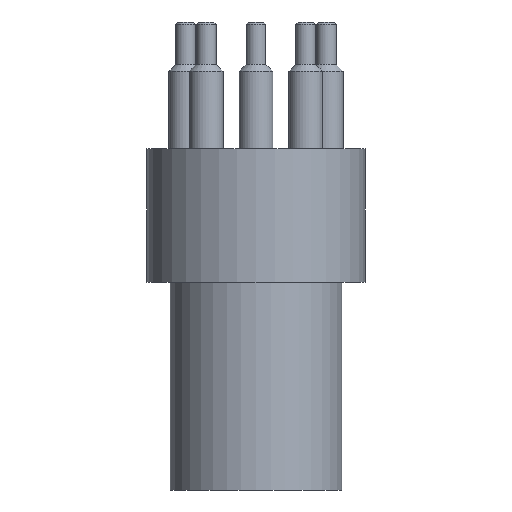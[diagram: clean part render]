
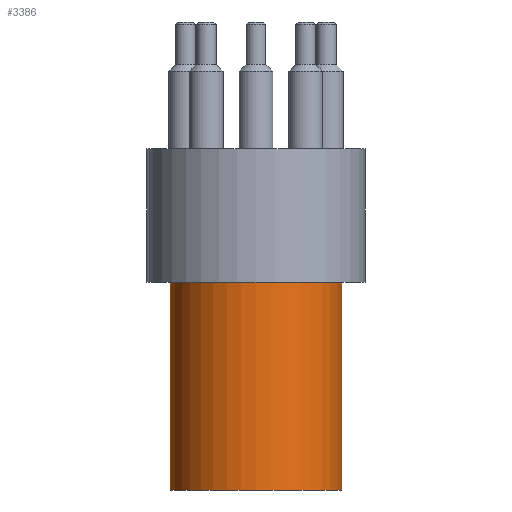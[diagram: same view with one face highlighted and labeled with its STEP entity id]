
A CAD part, left-side view. The second image highlights one B-rep face of the part: STEP entity #3386.
In plain terms, the highlighted cylindrical face has radius 12.2 mm (diameter 24.4 mm), a full revolution.
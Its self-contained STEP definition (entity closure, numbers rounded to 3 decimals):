
#12=ELLIPSE($,#3552,17.253,12.2);
#13=ELLIPSE($,#3553,17.253,12.2);
#14=ELLIPSE($,#3554,17.253,12.2);
#860=CYLINDRICAL_SURFACE($,#3555,12.2);
#920=FACE_BOUND($,#1373,.T.);
#1116=FACE_OUTER_BOUND($,#1372,.T.);
#1372=EDGE_LOOP($,(#3133,#3134,#3135,#3136));
#1373=EDGE_LOOP($,(#3137));
#1417=CIRCLE($,#3542,12.2);
#1421=CIRCLE($,#3556,12.2);
#1740=VERTEX_POINT($,#6422);
#1744=VERTEX_POINT($,#6436);
#1745=VERTEX_POINT($,#6437);
#1746=VERTEX_POINT($,#6439);
#2203=EDGE_CURVE($,#1740,#1740,#1417,.T.);
#2207=EDGE_CURVE($,#1744,#1745,#12,.T.);
#2208=EDGE_CURVE($,#1746,#1744,#13,.T.);
#2209=EDGE_CURVE($,#1745,#1746,#14,.T.);
#2210=EDGE_CURVE($,#1744,#1744,#1421,.T.);
#3133=ORIENTED_EDGE($,*,*,#2210,.F.);
#3134=ORIENTED_EDGE($,*,*,#2207,.T.);
#3135=ORIENTED_EDGE($,*,*,#2209,.T.);
#3136=ORIENTED_EDGE($,*,*,#2208,.T.);
#3137=ORIENTED_EDGE($,*,*,#2203,.T.);
#3386=ADVANCED_FACE($,(#1116,#920),#860,.T.);
#3542=AXIS2_PLACEMENT_3D($,#6423,#4112,#4113);
#3552=AXIS2_PLACEMENT_3D($,#6438,#4132,#4133);
#3553=AXIS2_PLACEMENT_3D($,#6440,#4134,#4135);
#3554=AXIS2_PLACEMENT_3D($,#6441,#4136,#4137);
#3555=AXIS2_PLACEMENT_3D($,#6442,#4138,#4139);
#3556=AXIS2_PLACEMENT_3D($,#6443,#4140,#4141);
#4112=DIRECTION('center_axis',(0.,0.,-1.));
#4113=DIRECTION('ref_axis',(-1.,0.,0.));
#4132=DIRECTION('center_axis',(-0.707,0.,-0.707));
#4133=DIRECTION('ref_axis',(0.707,0.,-0.707));
#4134=DIRECTION('center_axis',(-0.707,0.,-0.707));
#4135=DIRECTION('ref_axis',(0.707,0.,-0.707));
#4136=DIRECTION('center_axis',(-0.707,0.,0.707));
#4137=DIRECTION('ref_axis',(-0.707,0.,-0.707));
#4138=DIRECTION('center_axis',(0.,0.,1.));
#4139=DIRECTION('ref_axis',(-1.,0.,0.));
#4140=DIRECTION('center_axis',(0.,0.,-1.));
#4141=DIRECTION('ref_axis',(-1.,0.,0.));
#6422=CARTESIAN_POINT('',(12.2,0.,29.5));
#6423=CARTESIAN_POINT('Origin',(0.,0.,29.5));
#6436=CARTESIAN_POINT('',(12.2,0.,0.));
#6437=CARTESIAN_POINT('',(0.,-12.2,12.2));
#6438=CARTESIAN_POINT('Origin',(0.,0.,12.2));
#6439=CARTESIAN_POINT('',(0.,12.2,12.2));
#6440=CARTESIAN_POINT('Origin',(0.,0.,12.2));
#6441=CARTESIAN_POINT('Origin',(0.,0.,12.2));
#6442=CARTESIAN_POINT('Origin',(0.,0.,0.));
#6443=CARTESIAN_POINT('Origin',(0.,0.,0.));
